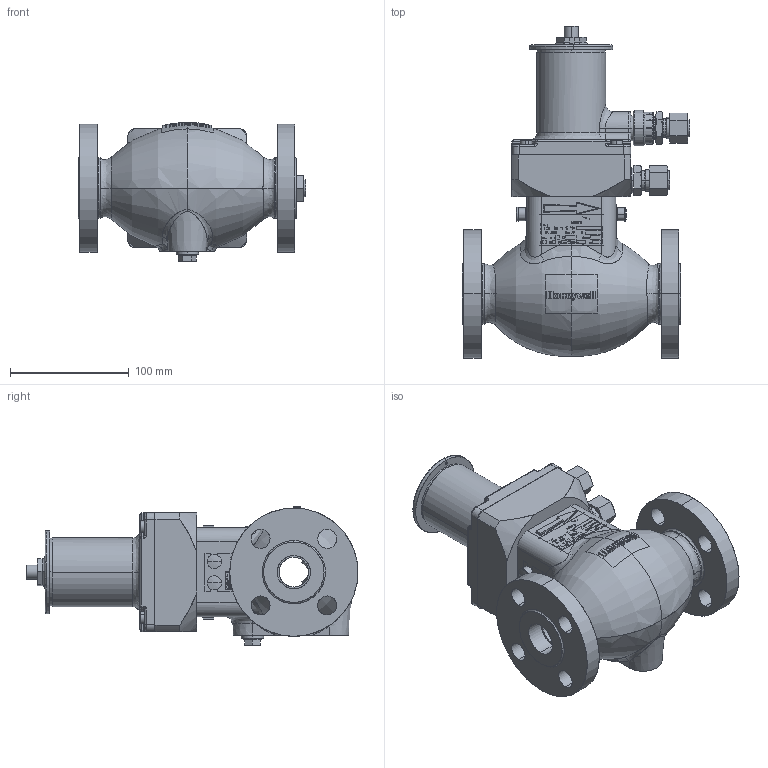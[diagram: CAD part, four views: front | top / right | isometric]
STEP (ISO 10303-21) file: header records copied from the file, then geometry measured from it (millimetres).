
FILE_DESCRIPTION (( 'STEP AP214' ), '1' );
FILE_NAME ('MB_HON720_DN_25_Class150_K1a_K2a_-_.STEP', '2017-03-15T14:56:58', ( '' ), ( '' ), 'SwSTEP 2.0', 'SolidWorks 2015', '' );
FILE_SCHEMA (( 'AUTOMOTIVE_DESIGN' ));
Length unit declared in the file: millimetre
Products named in the file (1): MB_HON720_DN_25_Class150_K1a_K2a_-_
Bounding box: 191.94 x 279.6 x 117.52 mm (x, y, z)
Surface area: 171938.3 mm2 (no closed solid volume)
Topology: 0 solids, 818 shells, 1006 faces, 7152 edges, 6951 vertices
Faces by surface type: plane 463, bspline 246, cylinder 228, cone 69
Entity records: 116278 total; most frequent: CARTESIAN_POINT 72220, ORIENTED_EDGE 7597, EDGE_CURVE 7130, VERTEX_POINT 6951, DIRECTION 5796, B_SPLINE_CURVE_WITH_KNOTS 3692, VECTOR 2594, LINE 2594
